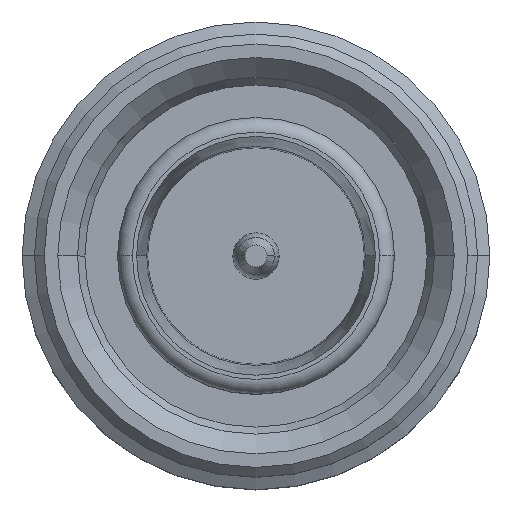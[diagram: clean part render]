
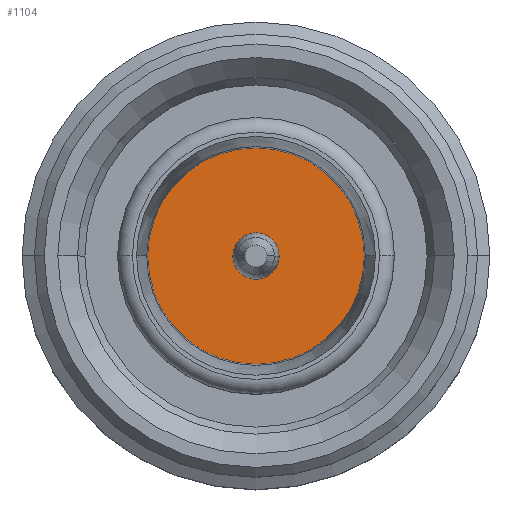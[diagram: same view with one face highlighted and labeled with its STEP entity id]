
A CAD part, top view. The second image highlights one B-rep face of the part: STEP entity #1104.
In plain terms, the highlighted planar face has unit normal (0, 0, 1).
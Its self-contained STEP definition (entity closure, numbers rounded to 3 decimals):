
#82 = AXIS2_PLACEMENT_3D ( 'NONE', #717, #1343, #3768 ) ;
#210 = ORIENTED_EDGE ( 'NONE', *, *, #3829, .F. ) ;
#215 = EDGE_CURVE ( 'NONE', #1877, #2608, #3207, .T. ) ;
#261 = FACE_OUTER_BOUND ( 'NONE', #2713, .T. ) ;
#336 = ORIENTED_EDGE ( 'NONE', *, *, #831, .F. ) ;
#717 = CARTESIAN_POINT ( 'NONE',  ( 0., 0., -2.704 ) ) ;
#732 = CIRCLE ( 'NONE', #2941, 0.47 ) ;
#831 = EDGE_CURVE ( 'NONE', #2608, #1877, #732, .T. ) ;
#988 = CARTESIAN_POINT ( 'NONE',  ( 0.47, 0., -2.704 ) ) ;
#1073 = AXIS2_PLACEMENT_3D ( 'NONE', #2306, #1677, #3112 ) ;
#1104 = ADVANCED_FACE ( 'NONE', ( #3755, #261 ), #3477, .F. ) ;
#1272 = DIRECTION ( 'NONE',  ( -1., 0., 0. ) ) ;
#1343 = DIRECTION ( 'NONE',  ( 0., 0., -1. ) ) ;
#1456 = AXIS2_PLACEMENT_3D ( 'NONE', #1833, #3319, #2142 ) ;
#1491 = DIRECTION ( 'NONE',  ( 0., 0., 1. ) ) ;
#1495 = CIRCLE ( 'NONE', #82, 2.2 ) ;
#1660 = ORIENTED_EDGE ( 'NONE', *, *, #215, .F. ) ;
#1677 = DIRECTION ( 'NONE',  ( 0., 0., -1. ) ) ;
#1794 = ORIENTED_EDGE ( 'NONE', *, *, #3036, .F. ) ;
#1833 = CARTESIAN_POINT ( 'NONE',  ( 0., 0., -2.704 ) ) ;
#1877 = VERTEX_POINT ( 'NONE', #988 ) ;
#2125 = EDGE_LOOP ( 'NONE', ( #1660, #336 ) ) ;
#2142 = DIRECTION ( 'NONE',  ( -1., 0., 0. ) ) ;
#2183 = CARTESIAN_POINT ( 'NONE',  ( 2.2, 0., -2.704 ) ) ;
#2214 = CIRCLE ( 'NONE', #1456, 2.2 ) ;
#2306 = CARTESIAN_POINT ( 'NONE',  ( 0., 0., -2.704 ) ) ;
#2489 = VERTEX_POINT ( 'NONE', #2183 ) ;
#2608 = VERTEX_POINT ( 'NONE', #3165 ) ;
#2713 = EDGE_LOOP ( 'NONE', ( #210, #1794 ) ) ;
#2762 = DIRECTION ( 'NONE',  ( -1., 0., 0. ) ) ;
#2765 = CARTESIAN_POINT ( 'NONE',  ( 0., 0., -2.704 ) ) ;
#2780 = DIRECTION ( 'NONE',  ( 0., 0., 1. ) ) ;
#2850 = CARTESIAN_POINT ( 'NONE',  ( -2.2, 0., -2.704 ) ) ;
#2941 = AXIS2_PLACEMENT_3D ( 'NONE', #2765, #2780, #1272 ) ;
#2974 = CARTESIAN_POINT ( 'NONE',  ( 0., 0., -2.704 ) ) ;
#3036 = EDGE_CURVE ( 'NONE', #3267, #2489, #1495, .T. ) ;
#3112 = DIRECTION ( 'NONE',  ( -1., 0., 0. ) ) ;
#3165 = CARTESIAN_POINT ( 'NONE',  ( -0.47, 0., -2.704 ) ) ;
#3207 = CIRCLE ( 'NONE', #3675, 0.47 ) ;
#3267 = VERTEX_POINT ( 'NONE', #2850 ) ;
#3319 = DIRECTION ( 'NONE',  ( 0., 0., -1. ) ) ;
#3477 = PLANE ( 'NONE',  #1073 ) ;
#3675 = AXIS2_PLACEMENT_3D ( 'NONE', #2974, #1491, #2762 ) ;
#3755 = FACE_BOUND ( 'NONE', #2125, .T. ) ;
#3768 = DIRECTION ( 'NONE',  ( -1., 0., 0. ) ) ;
#3829 = EDGE_CURVE ( 'NONE', #2489, #3267, #2214, .T. ) ;
